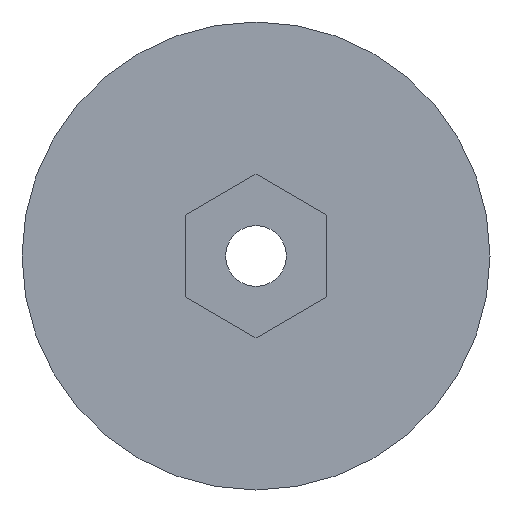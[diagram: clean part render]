
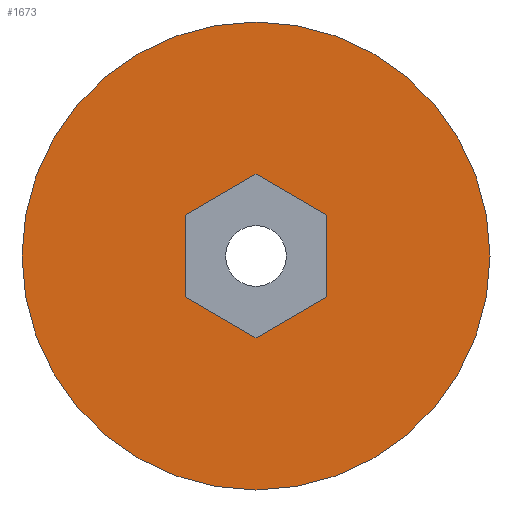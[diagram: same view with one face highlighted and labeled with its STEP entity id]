
A CAD part, left-side view. The second image highlights one B-rep face of the part: STEP entity #1673.
In plain terms, the highlighted planar face has unit normal (-1, 0, 0).
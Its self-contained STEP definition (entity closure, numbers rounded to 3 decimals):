
#115=CARTESIAN_POINT('',(0.,0.,0.));
#116=DIRECTION('',(-1.,0.,0.));
#117=DIRECTION('',(0.,1.,0.));
#118=AXIS2_PLACEMENT_3D('',#115,#116,#117);
#120=CARTESIAN_POINT('',(0.,0.,0.));
#121=DIRECTION('',(-1.,0.,0.));
#122=DIRECTION('',(0.,-1.,0.));
#123=AXIS2_PLACEMENT_3D('',#120,#121,#122);
#125=DIRECTION('',(0.,-0.866,-0.5));
#126=VECTOR('',#125,1.443);
#127=CARTESIAN_POINT('',(0.,0.,1.443));
#128=LINE('',#127,#126);
#129=DIRECTION('',(0.,-0.866,0.5));
#130=VECTOR('',#129,1.443);
#131=CARTESIAN_POINT('',(0.,1.25,0.722));
#132=LINE('',#131,#130);
#133=DIRECTION('',(0.,0.,1.));
#134=VECTOR('',#133,1.443);
#135=CARTESIAN_POINT('',(0.,1.25,-0.722));
#136=LINE('',#135,#134);
#137=DIRECTION('',(0.,0.866,0.5));
#138=VECTOR('',#137,1.443);
#139=CARTESIAN_POINT('',(0.,0.,-1.443));
#140=LINE('',#139,#138);
#141=DIRECTION('',(0.,0.866,-0.5));
#142=VECTOR('',#141,1.443);
#143=CARTESIAN_POINT('',(0.,-1.25,-0.722));
#144=LINE('',#143,#142);
#145=DIRECTION('',(0.,0.,-1.));
#146=VECTOR('',#145,1.443);
#147=CARTESIAN_POINT('',(0.,-1.25,0.722));
#148=LINE('',#147,#146);
#1593=CARTESIAN_POINT('',(0.,0.,1.443));
#1594=CARTESIAN_POINT('',(0.,-1.25,0.722));
#1595=VERTEX_POINT('',#1593);
#1596=VERTEX_POINT('',#1594);
#1597=CARTESIAN_POINT('',(0.,-1.25,-0.722));
#1598=VERTEX_POINT('',#1597);
#1599=CARTESIAN_POINT('',(0.,0.,-1.443));
#1600=VERTEX_POINT('',#1599);
#1601=CARTESIAN_POINT('',(0.,1.25,-0.722));
#1602=VERTEX_POINT('',#1601);
#1603=CARTESIAN_POINT('',(0.,1.25,0.722));
#1604=VERTEX_POINT('',#1603);
#1625=CARTESIAN_POINT('',(0.,4.123,0.));
#1626=CARTESIAN_POINT('',(0.,-4.123,0.));
#1627=VERTEX_POINT('',#1625);
#1628=VERTEX_POINT('',#1626);
#1648=CARTESIAN_POINT('',(0.,0.,0.));
#1649=DIRECTION('',(1.,0.,0.));
#1650=DIRECTION('',(0.,-1.,0.));
#1651=AXIS2_PLACEMENT_3D('',#1648,#1649,#1650);
#1652=PLANE('',#1651);
#1654=ORIENTED_EDGE('',*,*,#1653,.F.);
#1656=ORIENTED_EDGE('',*,*,#1655,.F.);
#1657=EDGE_LOOP('',(#1654,#1656));
#1658=FACE_OUTER_BOUND('',#1657,.F.);
#1660=ORIENTED_EDGE('',*,*,#1659,.F.);
#1662=ORIENTED_EDGE('',*,*,#1661,.F.);
#1664=ORIENTED_EDGE('',*,*,#1663,.F.);
#1666=ORIENTED_EDGE('',*,*,#1665,.F.);
#1668=ORIENTED_EDGE('',*,*,#1667,.F.);
#1670=ORIENTED_EDGE('',*,*,#1669,.F.);
#1671=EDGE_LOOP('',(#1660,#1662,#1664,#1666,#1668,#1670));
#1672=FACE_BOUND('',#1671,.F.);
#119=CIRCLE('',#118,4.123);
#124=CIRCLE('',#123,4.123);
#1653=EDGE_CURVE('',#1627,#1628,#119,.T.);
#1655=EDGE_CURVE('',#1628,#1627,#124,.T.);
#1659=EDGE_CURVE('',#1595,#1596,#128,.T.);
#1661=EDGE_CURVE('',#1604,#1595,#132,.T.);
#1663=EDGE_CURVE('',#1602,#1604,#136,.T.);
#1665=EDGE_CURVE('',#1600,#1602,#140,.T.);
#1667=EDGE_CURVE('',#1598,#1600,#144,.T.);
#1669=EDGE_CURVE('',#1596,#1598,#148,.T.);
#1673=ADVANCED_FACE('',(#1658,#1672),#1652,.F.);
